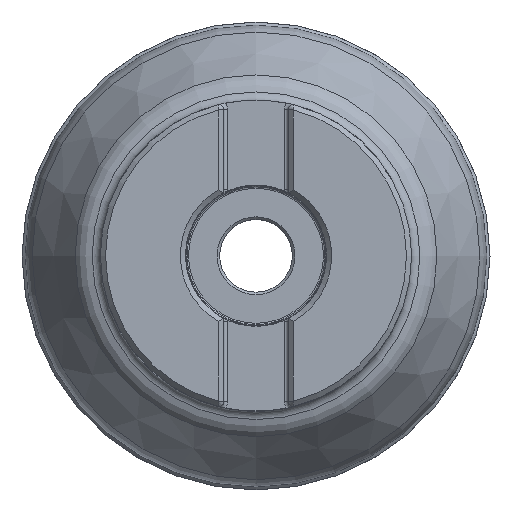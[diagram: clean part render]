
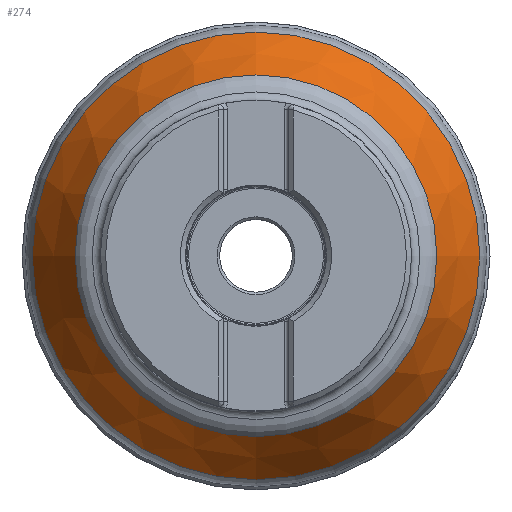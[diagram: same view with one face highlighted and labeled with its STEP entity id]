
A CAD part, top view. The second image highlights one B-rep face of the part: STEP entity #274.
In plain terms, the highlighted conical face has half-angle 30 degrees and reference radius 33.511 mm.
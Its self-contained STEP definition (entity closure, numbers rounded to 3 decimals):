
#81=CONICAL_SURFACE('',#1229,33.511,30.);
#274=ADVANCED_FACE('',(#409,#410),#81,.T.);
#409=FACE_BOUND('',#481,.T.);
#410=FACE_BOUND('',#482,.T.);
#481=EDGE_LOOP('',(#622));
#482=EDGE_LOOP('',(#623));
#622=ORIENTED_EDGE('',*,*,#1017,.T.);
#623=ORIENTED_EDGE('',*,*,#1018,.T.);
#908=VERTEX_POINT('',#1957);
#909=VERTEX_POINT('',#1959);
#1017=EDGE_CURVE('',#908,#908,#1148,.T.);
#1018=EDGE_CURVE('',#909,#909,#1149,.T.);
#1148=CIRCLE('',#1227,43.16);
#1149=CIRCLE('',#1228,34.865);
#1227=AXIS2_PLACEMENT_3D('',#1956,#1420,#1421);
#1228=AXIS2_PLACEMENT_3D('',#1958,#1422,#1423);
#1229=AXIS2_PLACEMENT_3D('',#1960,#1424,#1425);
#1420=DIRECTION('',(0.,0.,1.));
#1421=DIRECTION('',(1.,0.,0.));
#1422=DIRECTION('',(0.,0.,-1.));
#1423=DIRECTION('',(1.,0.,0.));
#1424=DIRECTION('',(0.,0.,-1.));
#1425=DIRECTION('',(-1.,0.,0.));
#1956=CARTESIAN_POINT('',(0.,0.,-34.712));
#1957=CARTESIAN_POINT('',(43.16,0.,-34.712));
#1958=CARTESIAN_POINT('',(0.,0.,-20.345));
#1959=CARTESIAN_POINT('',(34.865,0.,-20.345));
#1960=CARTESIAN_POINT('',(0.,0.,-18.));
